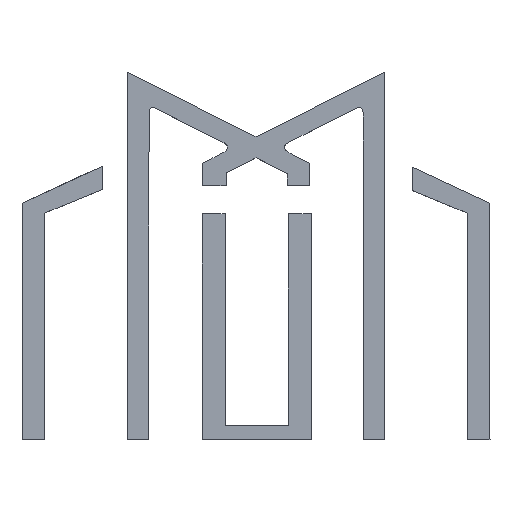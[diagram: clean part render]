
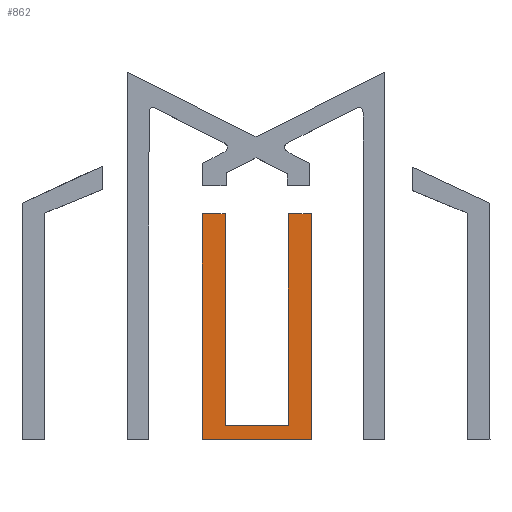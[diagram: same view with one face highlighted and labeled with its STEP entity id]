
A CAD part, top view. The second image highlights one B-rep face of the part: STEP entity #862.
In plain terms, the highlighted face is planar.
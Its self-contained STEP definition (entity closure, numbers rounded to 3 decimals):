
#80=FACE_OUTER_BOUND('',#128,.T.);
#128=EDGE_LOOP('',(#704,#705,#706,#707,#708,#709,#710,#711));
#196=LINE('',#1914,#299);
#199=LINE('',#1920,#302);
#202=LINE('',#1926,#305);
#205=LINE('',#1932,#308);
#208=LINE('',#1938,#311);
#211=LINE('',#1944,#314);
#214=LINE('',#1950,#317);
#217=LINE('',#1954,#320);
#299=VECTOR('',#1027,10.);
#302=VECTOR('',#1032,10.);
#305=VECTOR('',#1037,10.);
#308=VECTOR('',#1042,10.);
#311=VECTOR('',#1047,10.);
#314=VECTOR('',#1052,10.);
#317=VECTOR('',#1057,10.);
#320=VECTOR('',#1062,10.);
#394=VERTEX_POINT('',#1911);
#395=VERTEX_POINT('',#1913);
#397=VERTEX_POINT('',#1919);
#399=VERTEX_POINT('',#1925);
#401=VERTEX_POINT('',#1931);
#403=VERTEX_POINT('',#1937);
#405=VERTEX_POINT('',#1943);
#407=VERTEX_POINT('',#1949);
#494=EDGE_CURVE('',#395,#394,#196,.F.);
#497=EDGE_CURVE('',#397,#395,#199,.F.);
#500=EDGE_CURVE('',#399,#397,#202,.F.);
#503=EDGE_CURVE('',#401,#399,#205,.F.);
#506=EDGE_CURVE('',#403,#401,#208,.F.);
#509=EDGE_CURVE('',#405,#403,#211,.F.);
#512=EDGE_CURVE('',#407,#405,#214,.F.);
#515=EDGE_CURVE('',#394,#407,#217,.F.);
#704=ORIENTED_EDGE('',*,*,#515,.T.);
#705=ORIENTED_EDGE('',*,*,#512,.T.);
#706=ORIENTED_EDGE('',*,*,#509,.T.);
#707=ORIENTED_EDGE('',*,*,#506,.T.);
#708=ORIENTED_EDGE('',*,*,#503,.T.);
#709=ORIENTED_EDGE('',*,*,#500,.T.);
#710=ORIENTED_EDGE('',*,*,#497,.T.);
#711=ORIENTED_EDGE('',*,*,#494,.T.);
#816=PLANE('',#922);
#862=ADVANCED_FACE('',(#80),#816,.T.);
#922=AXIS2_PLACEMENT_3D('',#1955,#1063,#1064);
#1027=DIRECTION('',(1.,0.,0.));
#1032=DIRECTION('',(0.,0.,-1.));
#1037=DIRECTION('',(1.,0.,0.));
#1042=DIRECTION('',(0.,0.,1.));
#1047=DIRECTION('',(1.,0.,0.));
#1052=DIRECTION('',(0.,0.,-1.));
#1057=DIRECTION('',(-1.,0.,0.));
#1062=DIRECTION('',(0.,0.,1.));
#1063=DIRECTION('center_axis',(0.,-1.,0.));
#1064=DIRECTION('ref_axis',(0.,0.,-1.));
#1911=CARTESIAN_POINT('',(-3.612,18.576,368.87));
#1913=CARTESIAN_POINT('',(-1.987,18.576,368.87));
#1914=CARTESIAN_POINT('',(-0.713,18.576,368.87));
#1919=CARTESIAN_POINT('',(-1.987,18.576,353.862));
#1920=CARTESIAN_POINT('',(-1.987,18.576,357.511));
#1925=CARTESIAN_POINT('',(2.507,18.576,353.862));
#1926=CARTESIAN_POINT('',(1.234,18.576,353.862));
#1931=CARTESIAN_POINT('',(2.507,18.576,368.87));
#1932=CARTESIAN_POINT('',(2.507,18.576,365.015));
#1937=CARTESIAN_POINT('',(4.132,18.576,368.87));
#1938=CARTESIAN_POINT('',(2.346,18.576,368.87));
#1943=CARTESIAN_POINT('',(4.132,18.576,352.85));
#1944=CARTESIAN_POINT('',(4.132,18.576,356.705));
#1949=CARTESIAN_POINT('',(-3.612,18.576,352.85));
#1950=CARTESIAN_POINT('',(-1.826,18.576,352.85));
#1954=CARTESIAN_POINT('',(-3.612,18.576,365.015));
#1955=CARTESIAN_POINT('Origin',(0.26,18.576,360.86));
